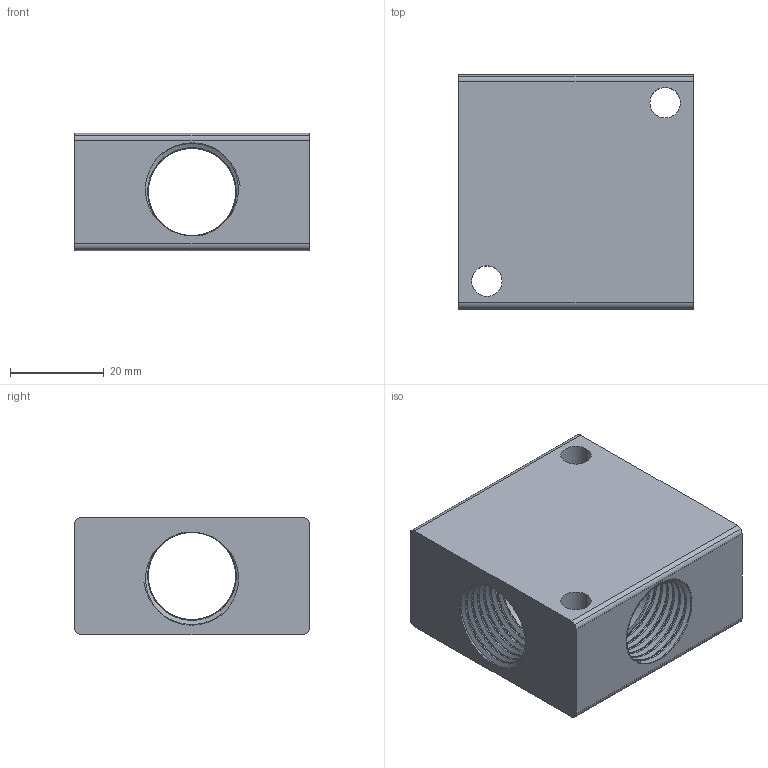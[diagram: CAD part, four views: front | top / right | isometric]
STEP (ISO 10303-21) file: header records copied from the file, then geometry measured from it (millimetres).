
FILE_DESCRIPTION((''),'2;1');
FILE_NAME('AU_020_1.stp','2007-12-02T07:10:33',('BP'),('AZ PNEUMATICA S.r.l.'),'Mechanical Desktop 2006','Mechanical Desktop 2006','Via Marco Biagi 6, 20020 Misinto (MI) Italia, ');
FILE_SCHEMA(('CONFIG_CONTROL_DESIGN'));
Length unit declared in the file: millimetre
Products named in the file (2): AU_020_1; PART1
Assembly tree (1 placements, depth 2):
  AU_020_1
    PART1
Bounding box: 50 x 50 x 25 mm (x, y, z)
Volume: 36106.2 mm3; surface area: 16401 mm2
Topology: 1 solids, 1 shells, 106 faces, 300 edges, 198 vertices
Faces by surface type: cylinder 76, bspline 20, plane 10
Entity records: 32889 total; most frequent: CARTESIAN_POINT 30358, ORIENTED_EDGE 600, DIRECTION 356, EDGE_CURVE 300, VERTEX_POINT 198, B_SPLINE_CURVE_WITH_KNOTS 168, AXIS2_PLACEMENT_3D 136, EDGE_LOOP 118
